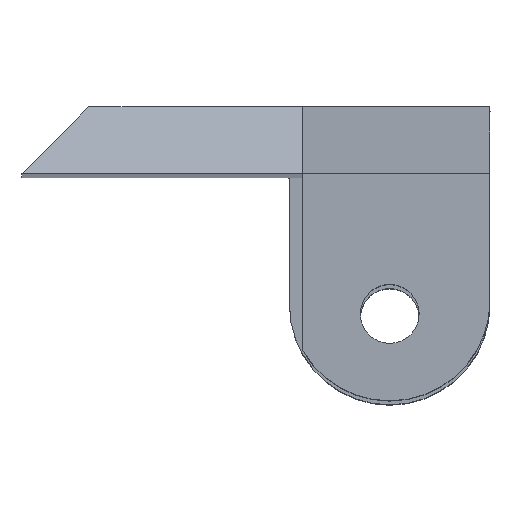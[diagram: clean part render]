
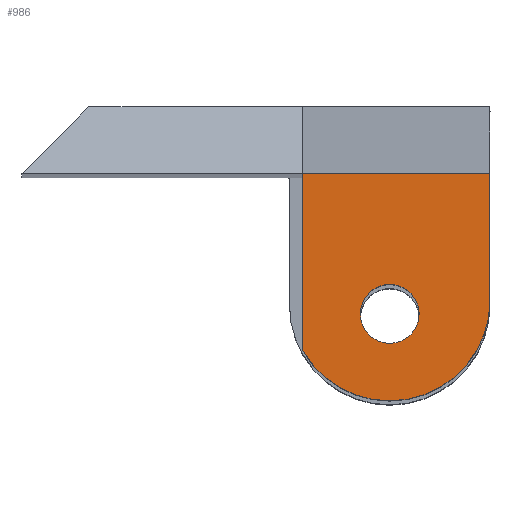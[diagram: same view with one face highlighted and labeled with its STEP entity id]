
A CAD part, top view. The second image highlights one B-rep face of the part: STEP entity #986.
In plain terms, the highlighted planar face has unit normal (0, 0, 1).
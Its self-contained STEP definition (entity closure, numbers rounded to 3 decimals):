
#37=FACE_BOUND('',#209,.T.);
#72=PLANE('',#1090);
#139=FACE_OUTER_BOUND('',#208,.T.);
#208=EDGE_LOOP('',(#919,#920,#921,#922));
#209=EDGE_LOOP('',(#923));
#280=LINE('',#1568,#380);
#308=LINE('',#1643,#408);
#309=LINE('',#1645,#409);
#380=VECTOR('',#1290,10.);
#408=VECTOR('',#1364,10.);
#409=VECTOR('',#1367,10.);
#440=CIRCLE('',#1084,7.5);
#441=CIRCLE('',#1087,2.2);
#500=VERTEX_POINT('',#1561);
#503=VERTEX_POINT('',#1566);
#523=VERTEX_POINT('',#1627);
#526=VERTEX_POINT('',#1632);
#527=VERTEX_POINT('',#1639);
#622=EDGE_CURVE('',#503,#500,#280,.T.);
#653=EDGE_CURVE('',#526,#523,#440,.F.);
#656=EDGE_CURVE('',#527,#527,#441,.F.);
#658=EDGE_CURVE('',#526,#500,#308,.T.);
#659=EDGE_CURVE('',#523,#503,#309,.T.);
#919=ORIENTED_EDGE('',*,*,#659,.F.);
#920=ORIENTED_EDGE('',*,*,#653,.F.);
#921=ORIENTED_EDGE('',*,*,#658,.T.);
#922=ORIENTED_EDGE('',*,*,#622,.F.);
#923=ORIENTED_EDGE('',*,*,#656,.T.);
#986=ADVANCED_FACE('',(#139,#37),#72,.T.);
#1084=AXIS2_PLACEMENT_3D('',#1634,#1351,#1352);
#1087=AXIS2_PLACEMENT_3D('',#1640,#1359,#1360);
#1090=AXIS2_PLACEMENT_3D('',#1646,#1368,#1369);
#1290=DIRECTION('',(1.,0.,0.));
#1351=DIRECTION('center_axis',(0.,0.,
1.));
#1352=DIRECTION('ref_axis',(-0.707,-0.707,0.));
#1359=DIRECTION('center_axis',(0.,0.,
1.));
#1360=DIRECTION('ref_axis',(1.,0.,0.));
#1364=DIRECTION('',(0.,1.,0.));
#1367=DIRECTION('',(0.,1.,0.));
#1368=DIRECTION('center_axis',(0.,0.,
1.));
#1369=DIRECTION('ref_axis',(0.,-1.,0.));
#1561=CARTESIAN_POINT('',(0.,0.,95.6));
#1566=CARTESIAN_POINT('',(-14.,0.,95.6));
#1568=CARTESIAN_POINT('',(-16.25,0.,95.6));
#1627=CARTESIAN_POINT('',(-14.,-13.242,95.6));
#1632=CARTESIAN_POINT('',(0.,-9.5,95.6));
#1634=CARTESIAN_POINT('Origin',(-7.5,-9.5,95.6));
#1639=CARTESIAN_POINT('',(-9.7,-10.5,95.6));
#1640=CARTESIAN_POINT('Origin',(-7.5,-10.5,95.6));
#1643=CARTESIAN_POINT('',(0.,1.,95.6));
#1645=CARTESIAN_POINT('',(-14.,-4.,95.6));
#1646=CARTESIAN_POINT('Origin',(-15.,-3.,95.6));
